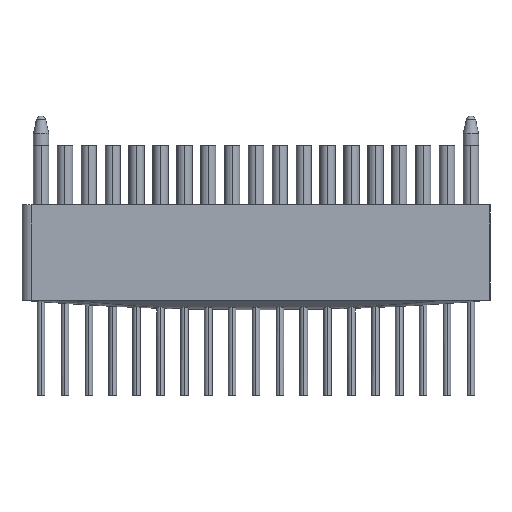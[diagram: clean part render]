
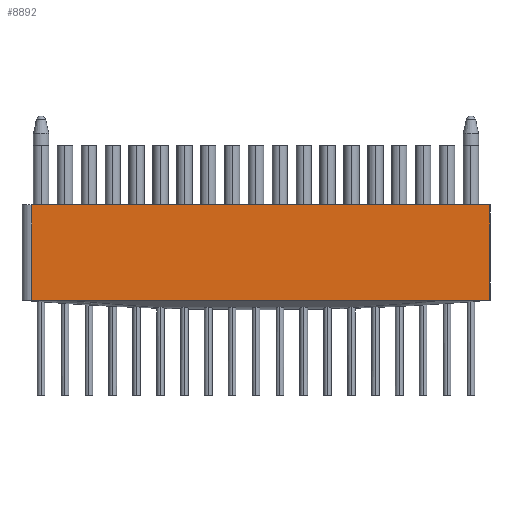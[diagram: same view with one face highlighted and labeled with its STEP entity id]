
A CAD part, front view. The second image highlights one B-rep face of the part: STEP entity #8892.
In plain terms, the highlighted planar face has unit normal (0, -1, 0).
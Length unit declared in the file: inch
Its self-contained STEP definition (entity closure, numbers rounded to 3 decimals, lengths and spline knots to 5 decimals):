
#286 = CARTESIAN_POINT ( 'NONE',  ( -0.235, -0.035, -0.05 ) ) ;
#1396 = CARTESIAN_POINT ( 'NONE',  ( -0.245, -0.035, 0.05 ) ) ;
#2166 = CARTESIAN_POINT ( 'NONE',  ( -0.235, -0.035, 0.05 ) ) ;
#2766 = DIRECTION ( 'NONE',  ( 0., -1., 0. ) ) ;
#2773 = VERTEX_POINT ( 'NONE', #3965 ) ;
#3326 = EDGE_CURVE ( 'NONE', #3520, #8185, #9856, .T. ) ;
#3475 = LINE ( 'NONE', #4208, #10246 ) ;
#3520 = VERTEX_POINT ( 'NONE', #2166 ) ;
#3689 = VECTOR ( 'NONE', #8216, 39.37008 ) ;
#3965 = CARTESIAN_POINT ( 'NONE',  ( 0.245, -0.035, -0.05 ) ) ;
#4150 = LINE ( 'NONE', #12522, #3689 ) ;
#4208 = CARTESIAN_POINT ( 'NONE',  ( -0.245, -0.035, -0.05 ) ) ;
#4317 = FACE_OUTER_BOUND ( 'NONE', #8472, .T. ) ;
#6672 = AXIS2_PLACEMENT_3D ( 'NONE', #11406, #2766, #12868 ) ;
#8025 = CARTESIAN_POINT ( 'NONE',  ( 0.245, -0.035, 0.05 ) ) ;
#8185 = VERTEX_POINT ( 'NONE', #8025 ) ;
#8216 = DIRECTION ( 'NONE',  ( 0., 0., -1. ) ) ;
#8472 = EDGE_LOOP ( 'NONE', ( #9061, #14729, #15896, #17698 ) ) ;
#8500 = PLANE ( 'NONE',  #6672 ) ;
#8511 = LINE ( 'NONE', #14181, #15767 ) ;
#8892 = ADVANCED_FACE ( 'NONE', ( #4317 ), #8500, .T. ) ;
#9061 = ORIENTED_EDGE ( 'NONE', *, *, #14676, .F. ) ;
#9744 = DIRECTION ( 'NONE',  ( 0., 0., 1. ) ) ;
#9856 = LINE ( 'NONE', #1396, #10304 ) ;
#10246 = VECTOR ( 'NONE', #12858, 39.37008 ) ;
#10304 = VECTOR ( 'NONE', #11523, 39.37008 ) ;
#10942 = EDGE_CURVE ( 'NONE', #3520, #12446, #4150, .T. ) ;
#11406 = CARTESIAN_POINT ( 'NONE',  ( -0.245, -0.035, -0.05 ) ) ;
#11523 = DIRECTION ( 'NONE',  ( 1., 0., 0. ) ) ;
#12446 = VERTEX_POINT ( 'NONE', #286 ) ;
#12522 = CARTESIAN_POINT ( 'NONE',  ( -0.235, -0.035, -0.05 ) ) ;
#12858 = DIRECTION ( 'NONE',  ( -1., 0., 0. ) ) ;
#12868 = DIRECTION ( 'NONE',  ( 0., 0., -1. ) ) ;
#14181 = CARTESIAN_POINT ( 'NONE',  ( 0.245, -0.035, -0.05 ) ) ;
#14676 = EDGE_CURVE ( 'NONE', #2773, #12446, #3475, .T. ) ;
#14729 = ORIENTED_EDGE ( 'NONE', *, *, #18513, .T. ) ;
#15767 = VECTOR ( 'NONE', #9744, 39.37008 ) ;
#15896 = ORIENTED_EDGE ( 'NONE', *, *, #3326, .F. ) ;
#17698 = ORIENTED_EDGE ( 'NONE', *, *, #10942, .T. ) ;
#18513 = EDGE_CURVE ( 'NONE', #2773, #8185, #8511, .T. ) ;
